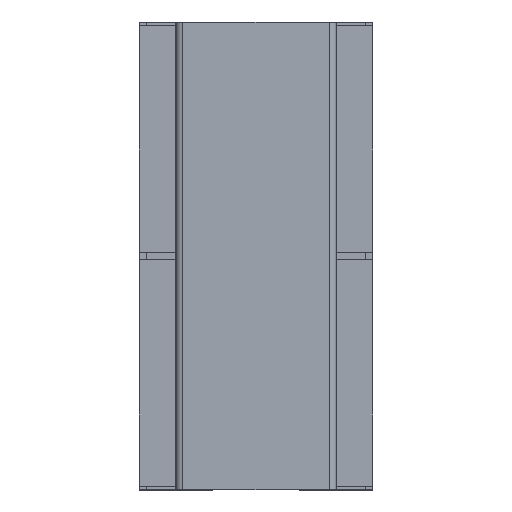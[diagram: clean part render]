
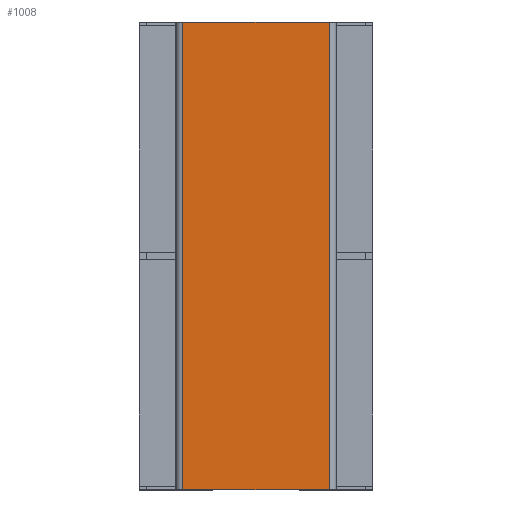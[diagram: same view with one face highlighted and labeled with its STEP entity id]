
A CAD part, top view. The second image highlights one B-rep face of the part: STEP entity #1008.
In plain terms, the highlighted planar face has unit normal (0, 0, 1).
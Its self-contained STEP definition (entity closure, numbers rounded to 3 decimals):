
#4 = VERTEX_POINT ( 'NONE', #1475 ) ;
#30 = CARTESIAN_POINT ( 'NONE',  ( 0.5, 1.6, 0.65 ) ) ;
#33 = ORIENTED_EDGE ( 'NONE', *, *, #399, .F. ) ;
#37 = CARTESIAN_POINT ( 'NONE',  ( -0.5, 1.6, 0.65 ) ) ;
#50 = DIRECTION ( 'NONE',  ( 0., 0., 1. ) ) ;
#79 = CARTESIAN_POINT ( 'NONE',  ( 0.5, -1.6, 0.65 ) ) ;
#98 = EDGE_LOOP ( 'NONE', ( #33, #635, #1157, #121 ) ) ;
#121 = ORIENTED_EDGE ( 'NONE', *, *, #602, .T. ) ;
#122 = AXIS2_PLACEMENT_3D ( 'NONE', #175, #50, #856 ) ;
#175 = CARTESIAN_POINT ( 'NONE',  ( -0.5, 1.6, 0.65 ) ) ;
#287 = VERTEX_POINT ( 'NONE', #1158 ) ;
#399 = EDGE_CURVE ( 'NONE', #490, #989, #1332, .T. ) ;
#472 = DIRECTION ( 'NONE',  ( 1., 0., 0. ) ) ;
#490 = VERTEX_POINT ( 'NONE', #30 ) ;
#540 = VECTOR ( 'NONE', #864, 1000. ) ;
#567 = DIRECTION ( 'NONE',  ( 0., 1., 0. ) ) ;
#602 = EDGE_CURVE ( 'NONE', #287, #989, #1151, .T. ) ;
#635 = ORIENTED_EDGE ( 'NONE', *, *, #1239, .T. ) ;
#731 = FACE_OUTER_BOUND ( 'NONE', #98, .T. ) ;
#828 = VECTOR ( 'NONE', #1606, 1000. ) ;
#844 = PLANE ( 'NONE',  #122 ) ;
#856 = DIRECTION ( 'NONE',  ( 0., -1., 0. ) ) ;
#864 = DIRECTION ( 'NONE',  ( -1., 0., 0. ) ) ;
#989 = VERTEX_POINT ( 'NONE', #79 ) ;
#1000 = LINE ( 'NONE', #1532, #540 ) ;
#1008 = ADVANCED_FACE ( 'NONE', ( #731 ), #844, .T. ) ;
#1094 = LINE ( 'NONE', #37, #1468 ) ;
#1151 = LINE ( 'NONE', #1376, #1424 ) ;
#1157 = ORIENTED_EDGE ( 'NONE', *, *, #1659, .F. ) ;
#1158 = CARTESIAN_POINT ( 'NONE',  ( -0.5, -1.6, 0.65 ) ) ;
#1239 = EDGE_CURVE ( 'NONE', #490, #4, #1000, .T. ) ;
#1332 = LINE ( 'NONE', #1346, #828 ) ;
#1346 = CARTESIAN_POINT ( 'NONE',  ( 0.5, 1.6, 0.65 ) ) ;
#1376 = CARTESIAN_POINT ( 'NONE',  ( -0.5, -1.6, 0.65 ) ) ;
#1424 = VECTOR ( 'NONE', #472, 1000. ) ;
#1468 = VECTOR ( 'NONE', #567, 1000. ) ;
#1475 = CARTESIAN_POINT ( 'NONE',  ( -0.5, 1.6, 0.65 ) ) ;
#1532 = CARTESIAN_POINT ( 'NONE',  ( -0.5, 1.6, 0.65 ) ) ;
#1606 = DIRECTION ( 'NONE',  ( 0., -1., 0. ) ) ;
#1659 = EDGE_CURVE ( 'NONE', #287, #4, #1094, .T. ) ;
